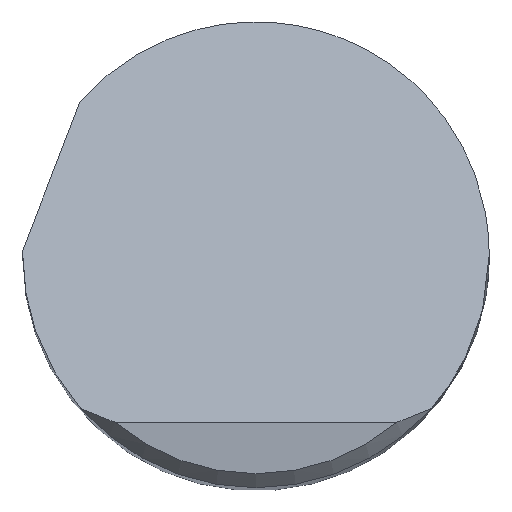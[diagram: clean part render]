
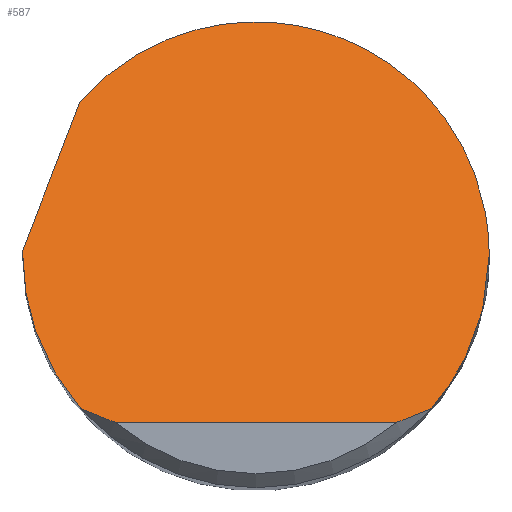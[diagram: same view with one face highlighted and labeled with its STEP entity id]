
A CAD part, top view. The second image highlights one B-rep face of the part: STEP entity #587.
In plain terms, the highlighted planar face has unit normal (0, 0.707, 0.707).
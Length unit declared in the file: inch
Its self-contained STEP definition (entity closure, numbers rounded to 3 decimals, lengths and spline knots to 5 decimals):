
#2 = VECTOR ( 'NONE', #644, 39.37008 ) ;
#5 = EDGE_CURVE ( 'NONE', #299, #366, #223, .T. ) ;
#8 = B_SPLINE_CURVE_WITH_KNOTS ( 'NONE', 3,
 ( #400, #762, #635, #95 ),
 .UNSPECIFIED., .F., .F.,
 ( 4, 4 ),
 ( 0., 0.00108 ),
 .UNSPECIFIED. ) ;
#9 = FACE_OUTER_BOUND ( 'NONE', #549, .T. ) ;
#10 =( BOUNDED_CURVE ( )  B_SPLINE_CURVE ( 3, ( #349, #481, #66, #606 ),
 .UNSPECIFIED., .F., .T. ) 
 B_SPLINE_CURVE_WITH_KNOTS ( ( 4, 4 ),
 ( 5.42872, 7.85398 ),
 .UNSPECIFIED. ) 
 CURVE ( )  GEOMETRIC_REPRESENTATION_ITEM ( )  RATIONAL_B_SPLINE_CURVE ( ( 1., 0.567, 0.567, 1. ) ) 
 REPRESENTATION_ITEM ( '' )  );
#17 = ORIENTED_EDGE ( 'NONE', *, *, #61, .T. ) ;
#56 = VERTEX_POINT ( 'NONE', #210 ) ;
#61 = EDGE_CURVE ( 'NONE', #752, #296, #8, .T. ) ;
#66 = CARTESIAN_POINT ( 'NONE',  ( 0.25, 0.27527, 3.54473 ) ) ;
#72 = CARTESIAN_POINT ( 'NONE',  ( -0.24998, 0.00333, 3.81667 ) ) ;
#75 = CARTESIAN_POINT ( 'NONE',  ( -0.18782, -0.165, 3.985 ) ) ;
#76 = CARTESIAN_POINT ( 'NONE',  ( -0.22834, -0.11887, 3.93887 ) ) ;
#85 = ORIENTED_EDGE ( 'NONE', *, *, #5, .T. ) ;
#88 = AXIS2_PLACEMENT_3D ( 'NONE', #310, #586, #659 ) ;
#95 = CARTESIAN_POINT ( 'NONE',  ( 0.18782, -0.165, 3.985 ) ) ;
#100 = EDGE_CURVE ( 'NONE', #366, #752, #571, .T. ) ;
#119 = CARTESIAN_POINT ( 'NONE',  ( 0.25, -0.06141, 3.88141 ) ) ;
#136 = VERTEX_POINT ( 'NONE', #629 ) ;
#143 = CARTESIAN_POINT ( 'NONE',  ( -0.16367, -0.17542, 3.99542 ) ) ;
#181 =( BOUNDED_CURVE ( )  B_SPLINE_CURVE ( 3, ( #679, #620, #72, #259 ),
 .UNSPECIFIED., .F., .T. ) 
 B_SPLINE_CURVE_WITH_KNOTS ( ( 4, 4 ),
 ( 4.71239, 4.73239 ),
 .UNSPECIFIED. ) 
 CURVE ( )  GEOMETRIC_REPRESENTATION_ITEM ( )  RATIONAL_B_SPLINE_CURVE ( ( 1., 1., 1., 1. ) ) 
 REPRESENTATION_ITEM ( '' )  );
#182 = ORIENTED_EDGE ( 'NONE', *, *, #100, .T. ) ;
#210 = CARTESIAN_POINT ( 'NONE',  ( 0.25, 0., 3.82 ) ) ;
#211 = ORIENTED_EDGE ( 'NONE', *, *, #367, .F. ) ;
#223 = B_SPLINE_CURVE_WITH_KNOTS ( 'NONE', 3,
 ( #312, #558, #143, #372 ),
 .UNSPECIFIED., .F., .F.,
 ( 4, 4 ),
 ( 0., 0.00108 ),
 .UNSPECIFIED. ) ;
#247 = VERTEX_POINT ( 'NONE', #716 ) ;
#251 = CARTESIAN_POINT ( 'NONE',  ( 0.15108, -0.18, 4. ) ) ;
#255 = EDGE_CURVE ( 'NONE', #56, #296, #324, .T. ) ;
#257 = CARTESIAN_POINT ( 'NONE',  ( -0.18782, -0.165, 3.985 ) ) ;
#259 = CARTESIAN_POINT ( 'NONE',  ( -0.24995, 0.005, 3.815 ) ) ;
#261 = CARTESIAN_POINT ( 'NONE',  ( 0.18782, -0.165, 3.985 ) ) ;
#265 =( BOUNDED_CURVE ( )  B_SPLINE_CURVE ( 3, ( #75, #76, #551, #316 ),
 .UNSPECIFIED., .F., .F. ) 
 B_SPLINE_CURVE_WITH_KNOTS ( ( 4, 4 ),
 ( 3.99157, 4.71239 ),
 .UNSPECIFIED. ) 
 CURVE ( )  GEOMETRIC_REPRESENTATION_ITEM ( )  RATIONAL_B_SPLINE_CURVE ( ( 1., 0.957, 0.957, 1. ) ) 
 REPRESENTATION_ITEM ( '' )  );
#267 = CARTESIAN_POINT ( 'NONE',  ( 0., -0.18, 4. ) ) ;
#268 = CARTESIAN_POINT ( 'NONE',  ( -0.31638, -0.1672, 3.9872 ) ) ;
#296 = VERTEX_POINT ( 'NONE', #261 ) ;
#299 = VERTEX_POINT ( 'NONE', #257 ) ;
#310 = CARTESIAN_POINT ( 'NONE',  ( -0.25, -0.18, 4. ) ) ;
#312 = CARTESIAN_POINT ( 'NONE',  ( -0.18782, -0.165, 3.985 ) ) ;
#316 = CARTESIAN_POINT ( 'NONE',  ( -0.25, 0., 3.82 ) ) ;
#324 =( BOUNDED_CURVE ( )  B_SPLINE_CURVE ( 3, ( #660, #119, #727, #584 ),
 .UNSPECIFIED., .F., .T. ) 
 B_SPLINE_CURVE_WITH_KNOTS ( ( 4, 4 ),
 ( 1.5708, 2.29162 ),
 .UNSPECIFIED. ) 
 CURVE ( )  GEOMETRIC_REPRESENTATION_ITEM ( )  RATIONAL_B_SPLINE_CURVE ( ( 1., 0.957, 0.957, 1. ) ) 
 REPRESENTATION_ITEM ( '' )  );
#349 = CARTESIAN_POINT ( 'NONE',  ( -0.18855, 0.16416, 3.65584 ) ) ;
#358 = EDGE_CURVE ( 'NONE', #683, #247, #181, .T. ) ;
#365 = VECTOR ( 'NONE', #696, 39.37008 ) ;
#366 = VERTEX_POINT ( 'NONE', #368 ) ;
#367 = EDGE_CURVE ( 'NONE', #299, #683, #265, .T. ) ;
#368 = CARTESIAN_POINT ( 'NONE',  ( -0.15108, -0.18, 4. ) ) ;
#372 = CARTESIAN_POINT ( 'NONE',  ( -0.15108, -0.18, 4. ) ) ;
#400 = CARTESIAN_POINT ( 'NONE',  ( 0.15108, -0.18, 4. ) ) ;
#409 = ORIENTED_EDGE ( 'NONE', *, *, #542, .F. ) ;
#456 = EDGE_CURVE ( 'NONE', #247, #136, #767, .T. ) ;
#457 = ORIENTED_EDGE ( 'NONE', *, *, #358, .F. ) ;
#481 = CARTESIAN_POINT ( 'NONE',  ( -0.0078, 0.37177, 3.44823 ) ) ;
#542 = EDGE_CURVE ( 'NONE', #136, #56, #10, .T. ) ;
#549 = EDGE_LOOP ( 'NONE', ( #182, #17, #626, #409, #733, #457, #211, #85 ) ) ;
#551 = CARTESIAN_POINT ( 'NONE',  ( -0.25, -0.06141, 3.88141 ) ) ;
#558 = CARTESIAN_POINT ( 'NONE',  ( -0.17589, -0.1704, 3.9904 ) ) ;
#571 = LINE ( 'NONE', #267, #2 ) ;
#584 = CARTESIAN_POINT ( 'NONE',  ( 0.18782, -0.165, 3.985 ) ) ;
#586 = DIRECTION ( 'NONE',  ( 0., -0.707, -0.707 ) ) ;
#587 = ADVANCED_FACE ( 'NONE', ( #9 ), #669, .F. ) ;
#606 = CARTESIAN_POINT ( 'NONE',  ( 0.25, 0., 3.82 ) ) ;
#620 = CARTESIAN_POINT ( 'NONE',  ( -0.25, 0.00167, 3.81833 ) ) ;
#626 = ORIENTED_EDGE ( 'NONE', *, *, #255, .F. ) ;
#629 = CARTESIAN_POINT ( 'NONE',  ( -0.18855, 0.16416, 3.65584 ) ) ;
#635 = CARTESIAN_POINT ( 'NONE',  ( 0.17589, -0.1704, 3.9904 ) ) ;
#644 = DIRECTION ( 'NONE',  ( 1., 0., 0. ) ) ;
#659 = DIRECTION ( 'NONE',  ( 0., 0.707, -0.707 ) ) ;
#660 = CARTESIAN_POINT ( 'NONE',  ( 0.25, 0., 3.82 ) ) ;
#669 = PLANE ( 'NONE',  #88 ) ;
#679 = CARTESIAN_POINT ( 'NONE',  ( -0.25, 0., 3.82 ) ) ;
#683 = VERTEX_POINT ( 'NONE', #771 ) ;
#696 = DIRECTION ( 'NONE',  ( 0.263, 0.682, -0.682 ) ) ;
#716 = CARTESIAN_POINT ( 'NONE',  ( -0.24995, 0.005, 3.815 ) ) ;
#727 = CARTESIAN_POINT ( 'NONE',  ( 0.22834, -0.11887, 3.93887 ) ) ;
#733 = ORIENTED_EDGE ( 'NONE', *, *, #456, .F. ) ;
#752 = VERTEX_POINT ( 'NONE', #251 ) ;
#762 = CARTESIAN_POINT ( 'NONE',  ( 0.16367, -0.17542, 3.99542 ) ) ;
#767 = LINE ( 'NONE', #268, #365 ) ;
#771 = CARTESIAN_POINT ( 'NONE',  ( -0.25, 0., 3.82 ) ) ;
